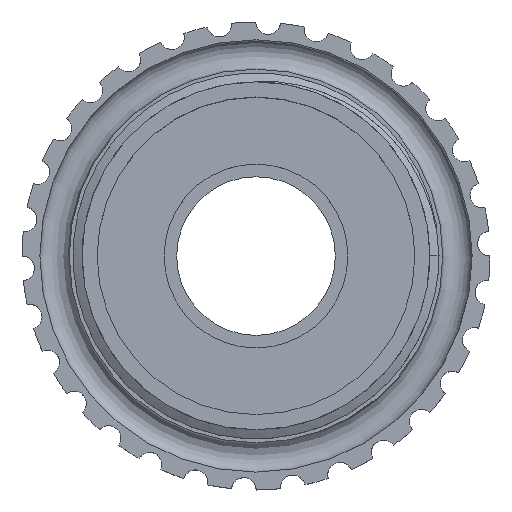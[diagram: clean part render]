
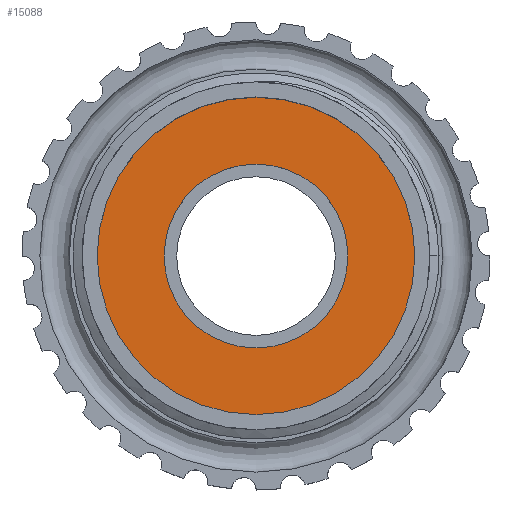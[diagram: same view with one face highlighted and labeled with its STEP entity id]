
A CAD part, top view. The second image highlights one B-rep face of the part: STEP entity #15088.
In plain terms, the highlighted planar face has unit normal (0, 0, 1).
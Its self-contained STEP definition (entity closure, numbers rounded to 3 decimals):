
#14868 = CYLINDRICAL_SURFACE('',#14869,10.95);
#14869 = AXIS2_PLACEMENT_3D('',#14870,#14871,#14872);
#14870 = CARTESIAN_POINT('',(0.,0.,27.));
#14871 = DIRECTION('',(0.,0.,1.));
#14872 = DIRECTION('',(1.,0.,-0.));
#14983 = VERTEX_POINT('',#14984);
#14984 = CARTESIAN_POINT('',(10.95,0.,24.));
#15005 = EDGE_CURVE('',#14983,#14983,#15006,.T.);
#15006 = SURFACE_CURVE('',#15007,(#15012,#15019),.PCURVE_S1.);
#15007 = CIRCLE('',#15008,10.95);
#15008 = AXIS2_PLACEMENT_3D('',#15009,#15010,#15011);
#15009 = CARTESIAN_POINT('',(0.,0.,24.));
#15010 = DIRECTION('',(0.,0.,1.));
#15011 = DIRECTION('',(1.,0.,-0.));
#15012 = PCURVE('',#14868,#15013);
#15013 = DEFINITIONAL_REPRESENTATION('',(#15014),#15018);
#15014 = LINE('',#15015,#15016);
#15015 = CARTESIAN_POINT('',(0.,-3.));
#15016 = VECTOR('',#15017,1.);
#15017 = DIRECTION('',(1.,0.));
#15018 = ( GEOMETRIC_REPRESENTATION_CONTEXT(2) 
PARAMETRIC_REPRESENTATION_CONTEXT() REPRESENTATION_CONTEXT('2D SPACE',''
  ) );
#15019 = PCURVE('',#15020,#15025);
#15020 = PLANE('',#15021);
#15021 = AXIS2_PLACEMENT_3D('',#15022,#15023,#15024);
#15022 = CARTESIAN_POINT('',(0.,0.,24.));
#15023 = DIRECTION('',(0.,0.,1.));
#15024 = DIRECTION('',(1.,0.,-0.));
#15025 = DEFINITIONAL_REPRESENTATION('',(#15026),#15030);
#15026 = CIRCLE('',#15027,10.95);
#15027 = AXIS2_PLACEMENT_2D('',#15028,#15029);
#15028 = CARTESIAN_POINT('',(0.,0.));
#15029 = DIRECTION('',(1.,-0.));
#15030 = ( GEOMETRIC_REPRESENTATION_CONTEXT(2) 
PARAMETRIC_REPRESENTATION_CONTEXT() REPRESENTATION_CONTEXT('2D SPACE',''
  ) );
#15088 = ADVANCED_FACE('',(#15089,#15092),#15020,.T.);
#15089 = FACE_BOUND('',#15090,.F.);
#15090 = EDGE_LOOP('',(#15091));
#15091 = ORIENTED_EDGE('',*,*,#15005,.T.);
#15092 = FACE_BOUND('',#15093,.F.);
#15093 = EDGE_LOOP('',(#15094));
#15094 = ORIENTED_EDGE('',*,*,#15095,.F.);
#15095 = EDGE_CURVE('',#15096,#15096,#15098,.T.);
#15096 = VERTEX_POINT('',#15097);
#15097 = CARTESIAN_POINT('',(18.918,0.,24.));
#15098 = SURFACE_CURVE('',#15099,(#15104,#15111),.PCURVE_S1.);
#15099 = CIRCLE('',#15100,18.918);
#15100 = AXIS2_PLACEMENT_3D('',#15101,#15102,#15103);
#15101 = CARTESIAN_POINT('',(0.,0.,24.));
#15102 = DIRECTION('',(0.,0.,1.));
#15103 = DIRECTION('',(1.,0.,-0.));
#15104 = PCURVE('',#15020,#15105);
#15105 = DEFINITIONAL_REPRESENTATION('',(#15106),#15110);
#15106 = CIRCLE('',#15107,18.918);
#15107 = AXIS2_PLACEMENT_2D('',#15108,#15109);
#15108 = CARTESIAN_POINT('',(0.,0.));
#15109 = DIRECTION('',(1.,-0.));
#15110 = ( GEOMETRIC_REPRESENTATION_CONTEXT(2) 
PARAMETRIC_REPRESENTATION_CONTEXT() REPRESENTATION_CONTEXT('2D SPACE',''
  ) );
#15111 = PCURVE('',#15112,#15117);
#15112 = CYLINDRICAL_SURFACE('',#15113,18.918);
#15113 = AXIS2_PLACEMENT_3D('',#15114,#15115,#15116);
#15114 = CARTESIAN_POINT('',(0.,0.,34.));
#15115 = DIRECTION('',(0.,0.,1.));
#15116 = DIRECTION('',(1.,0.,-0.));
#15117 = DEFINITIONAL_REPRESENTATION('',(#15118),#15122);
#15118 = LINE('',#15119,#15120);
#15119 = CARTESIAN_POINT('',(0.,-10.));
#15120 = VECTOR('',#15121,1.);
#15121 = DIRECTION('',(1.,0.));
#15122 = ( GEOMETRIC_REPRESENTATION_CONTEXT(2) 
PARAMETRIC_REPRESENTATION_CONTEXT() REPRESENTATION_CONTEXT('2D SPACE',''
  ) );
